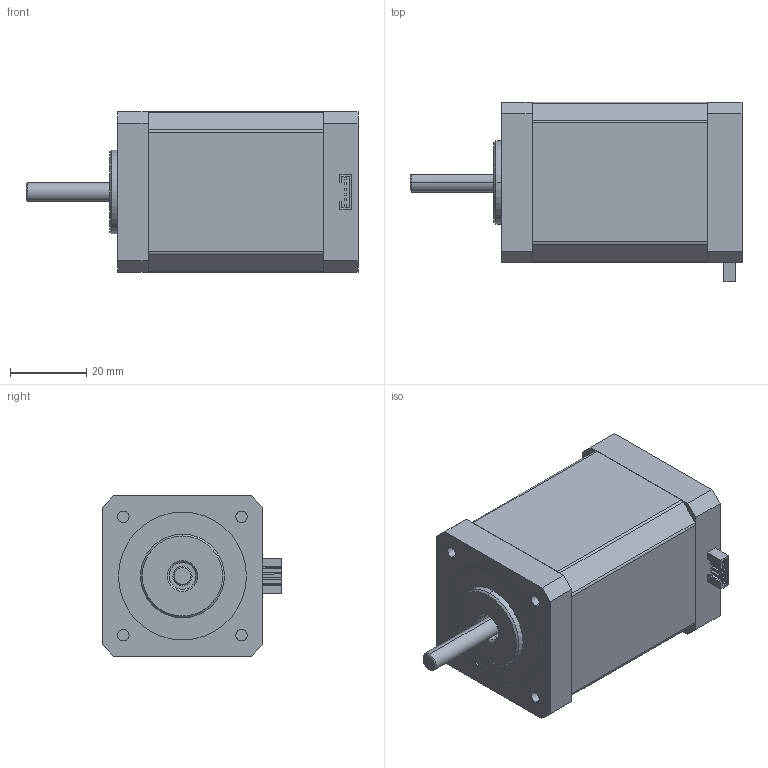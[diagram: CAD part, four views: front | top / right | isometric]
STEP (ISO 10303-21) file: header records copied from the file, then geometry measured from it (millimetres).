
FILE_DESCRIPTION (( 'STEP AP214' ), '1' );
FILE_NAME ('42HS6315A4CL10.STEP', '2023-02-20T02:03:09', ( 'Windows 蚚誧' ), ( 'Organization' ), 'SwSTEP 2.0', 'SolidWorks 2021', '' );
FILE_SCHEMA (( 'AUTOMOTIVE_DESIGN' ));
Length unit declared in the file: millimetre
Products named in the file (1): 42HS6315A4CL10
Bounding box: 87 x 47 x 42 mm (x, y, z)
Volume: 109244.8 mm3; surface area: 22399.1 mm2
Topology: 5 solids, 5 shells, 222 faces, 551 edges, 362 vertices
Faces by surface type: plane 159, cylinder 46, torus 10, cone 7
Entity records: 7091 total; most frequent: CARTESIAN_POINT 1438, ORIENTED_EDGE 1102, DIRECTION 1068, EDGE_CURVE 551, LINE 364, VECTOR 364, VERTEX_POINT 362, AXIS2_PLACEMENT_3D 352
